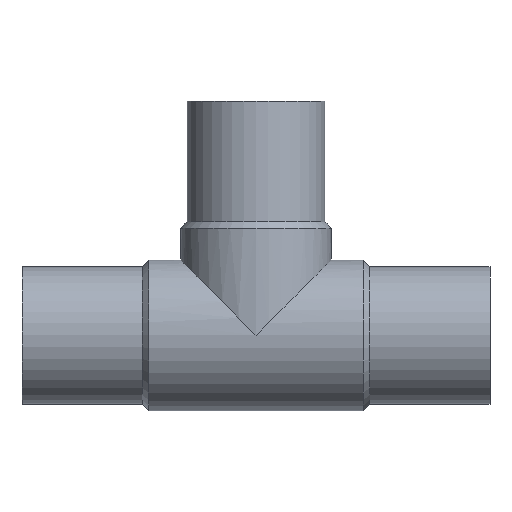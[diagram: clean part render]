
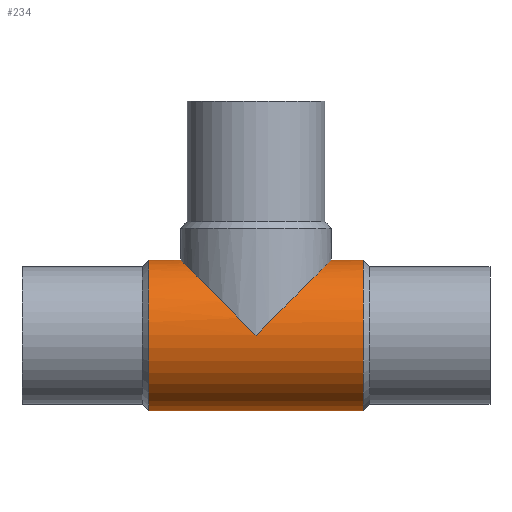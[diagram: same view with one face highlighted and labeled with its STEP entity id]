
A CAD part, top view. The second image highlights one B-rep face of the part: STEP entity #234.
In plain terms, the highlighted cylindrical face has radius 10.95 mm (diameter 21.9 mm), a partial arc.
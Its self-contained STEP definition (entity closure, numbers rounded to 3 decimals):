
#148 = EDGE_CURVE( '', #188, #240, #390, .T. );
#152 = VERTEX_POINT( '', #394 );
#178 = EDGE_CURVE( '', #192, #246, #424, .T. );
#188 = VERTEX_POINT( '', #435 );
#192 = VERTEX_POINT( '', #440 );
#216 = VERTEX_POINT( '', #467 );
#234 = ADVANCED_FACE( '', ( #487 ), #488, .T. );
#238 = EDGE_CURVE( '', #152, #216, #492, .T. );
#240 = VERTEX_POINT( '', #494 );
#246 = VERTEX_POINT( '', #501 );
#264 = EDGE_CURVE( '', #246, #268, #521, .T. );
#268 = VERTEX_POINT( '', #525 );
#294 = EDGE_CURVE( '', #240, #192, #555, .T. );
#302 = EDGE_CURVE( '', #268, #152, #563, .T. );
#330 = EDGE_CURVE( '', #188, #216, #595, .T. );
#390 = LINE( '', #653, #654 );
#394 = CARTESIAN_POINT( '', ( -44.95, 10.95, 0. ) );
#424 = LINE( '', #698, #699 );
#435 = CARTESIAN_POINT( '', ( -49.55, -10.95, 0. ) );
#440 = CARTESIAN_POINT( '', ( -18.45, 10.95, 0. ) );
#467 = CARTESIAN_POINT( '', ( -49.55, 10.95, 0. ) );
#487 = FACE_OUTER_BOUND( '', #777, .T. );
#488 = CYLINDRICAL_SURFACE( '', #778, 10.95 );
#492 = LINE( '', #784, #785 );
#494 = CARTESIAN_POINT( '', ( -18.45, -10.95, 0. ) );
#501 = CARTESIAN_POINT( '', ( -23.05, 10.95, 0. ) );
#521 = ELLIPSE( '', #822, 15.486, 10.95 );
#525 = CARTESIAN_POINT( '', ( -34., 0., 10.95 ) );
#555 = CIRCLE( '', #871, 10.95 );
#563 = ELLIPSE( '', #884, 15.486, 10.95 );
#595 = CIRCLE( '', #925, 10.95 );
#653 = CARTESIAN_POINT( '', ( -34., -10.95, 0. ) );
#654 = VECTOR( '', #979, 1. );
#698 = CARTESIAN_POINT( '', ( -34., 10.95, 0. ) );
#699 = VECTOR( '', #1023, 1. );
#777 = EDGE_LOOP( '', ( #1108, #1109, #1110, #1111, #1112, #1113, #1114 ) );
#778 = AXIS2_PLACEMENT_3D( '', #1115, #1116, #1117 );
#784 = CARTESIAN_POINT( '', ( -34., 10.95, 0. ) );
#785 = VECTOR( '', #1121, 1. );
#822 = AXIS2_PLACEMENT_3D( '', #1158, #1159, #1160 );
#871 = AXIS2_PLACEMENT_3D( '', #1206, #1207, #1208 );
#884 = AXIS2_PLACEMENT_3D( '', #1211, #1212, #1213 );
#925 = AXIS2_PLACEMENT_3D( '', #1261, #1262, #1263 );
#979 = DIRECTION( '', ( 1., 0., 0. ) );
#1023 = DIRECTION( '', ( -1., 0., 0. ) );
#1108 = ORIENTED_EDGE( '', *, *, #178, .T. );
#1109 = ORIENTED_EDGE( '', *, *, #264, .T. );
#1110 = ORIENTED_EDGE( '', *, *, #302, .T. );
#1111 = ORIENTED_EDGE( '', *, *, #238, .T. );
#1112 = ORIENTED_EDGE( '', *, *, #330, .F. );
#1113 = ORIENTED_EDGE( '', *, *, #148, .T. );
#1114 = ORIENTED_EDGE( '', *, *, #294, .T. );
#1115 = CARTESIAN_POINT( '', ( -34., 0., 0. ) );
#1116 = DIRECTION( '', ( 1., 0., 0. ) );
#1117 = DIRECTION( '', ( 0., 1., 0. ) );
#1121 = DIRECTION( '', ( -1., 0., 0. ) );
#1158 = CARTESIAN_POINT( '', ( -34., 0., 0. ) );
#1159 = DIRECTION( '', ( 0.707, -0.707, 0. ) );
#1160 = DIRECTION( '', ( 0.707, 0.707, 0. ) );
#1206 = CARTESIAN_POINT( '', ( -18.45, 0., 0. ) );
#1207 = DIRECTION( '', ( -1., 0., 0. ) );
#1208 = DIRECTION( '', ( 0., 1., 0. ) );
#1211 = CARTESIAN_POINT( '', ( -34., 0., 0. ) );
#1212 = DIRECTION( '', ( -0.707, -0.707, 0. ) );
#1213 = DIRECTION( '', ( 0.707, -0.707, 0. ) );
#1261 = CARTESIAN_POINT( '', ( -49.55, 0., 0. ) );
#1262 = DIRECTION( '', ( -1., 0., 0. ) );
#1263 = DIRECTION( '', ( 0., 1., 0. ) );
